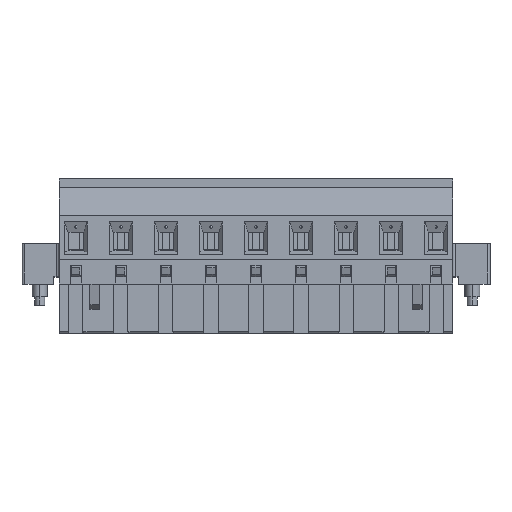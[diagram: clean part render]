
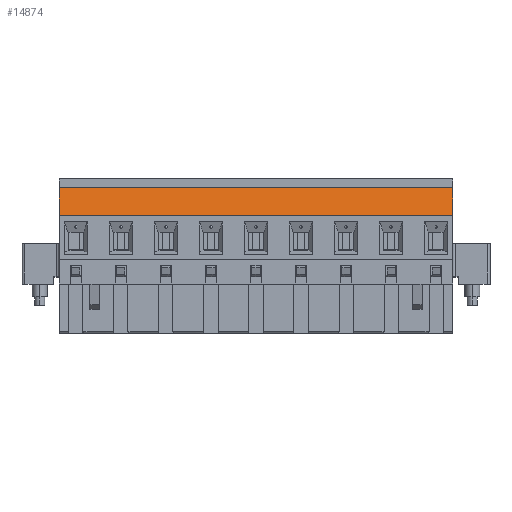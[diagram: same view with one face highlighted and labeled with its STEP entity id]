
A CAD part, top view. The second image highlights one B-rep face of the part: STEP entity #14874.
In plain terms, the highlighted planar face has unit normal (0, 0.225, 0.974).
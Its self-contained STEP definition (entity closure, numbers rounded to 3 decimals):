
#14818=CARTESIAN_POINT('',(52.34,10.4,4.3));
#14819=VERTEX_POINT('',#14818);
#14826=CARTESIAN_POINT('',(-14.24,10.4,4.3));
#14827=VERTEX_POINT('',#14826);
#14828=CARTESIAN_POINT('',(52.34,10.4,4.3));
#14829=DIRECTION('',(-1.,0.,0.));
#14830=VECTOR('',#14829,66.58);
#14831=LINE('',#14828,#14830);
#14832=EDGE_CURVE('',#14819,#14827,#14831,.T.);
#14844=CARTESIAN_POINT('',(19.05,12.75,3.757));
#14845=DIRECTION('',(0.,-0.974,0.225));
#14846=DIRECTION('',(-0.,0.225,0.974));
#14847=AXIS2_PLACEMENT_3D('',#14844,#14846,#14845);
#14848=PLANE('',#14847);
#14849=CARTESIAN_POINT('',(52.34,15.1,3.215));
#14850=VERTEX_POINT('',#14849);
#14851=CARTESIAN_POINT('',(52.34,15.1,3.215));
#14852=DIRECTION('',(0.,-0.974,0.225));
#14853=VECTOR('',#14852,4.824);
#14854=LINE('',#14851,#14853);
#14855=EDGE_CURVE('',#14850,#14819,#14854,.T.);
#14856=ORIENTED_EDGE('',*,*,#14855,.F.);
#14857=CARTESIAN_POINT('',(-14.24,15.1,3.215));
#14858=VERTEX_POINT('',#14857);
#14859=CARTESIAN_POINT('',(52.34,15.1,3.215));
#14860=DIRECTION('',(-1.,0.,0.));
#14861=VECTOR('',#14860,66.58);
#14862=LINE('',#14859,#14861);
#14863=EDGE_CURVE('',#14850,#14858,#14862,.T.);
#14864=ORIENTED_EDGE('',*,*,#14863,.T.);
#14865=CARTESIAN_POINT('',(-14.24,15.1,3.215));
#14866=DIRECTION('',(0.,-0.974,0.225));
#14867=VECTOR('',#14866,4.824);
#14868=LINE('',#14865,#14867);
#14869=EDGE_CURVE('',#14858,#14827,#14868,.T.);
#14870=ORIENTED_EDGE('',*,*,#14869,.T.);
#14871=ORIENTED_EDGE('',*,*,#14832,.F.);
#14872=EDGE_LOOP('',(#14856,#14864,#14870,#14871));
#14873=FACE_OUTER_BOUND('',#14872,.T.);
#14874=ADVANCED_FACE('',(#14873),#14848,.T.);
